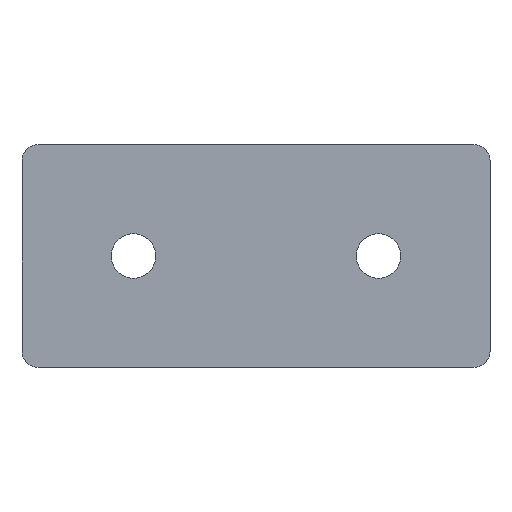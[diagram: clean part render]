
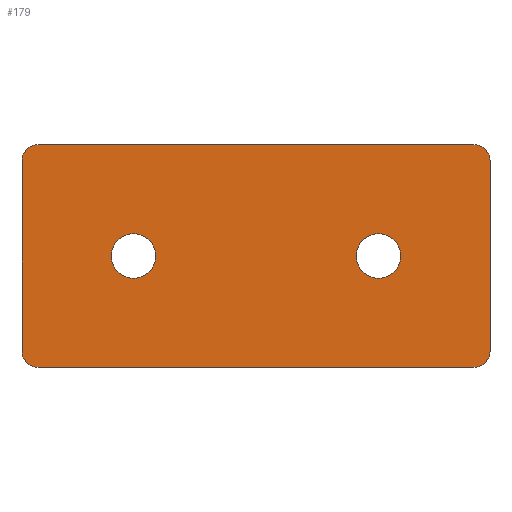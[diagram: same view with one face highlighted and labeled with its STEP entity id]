
A CAD part, top view. The second image highlights one B-rep face of the part: STEP entity #179.
In plain terms, the highlighted planar face has unit normal (0, 0, 1).
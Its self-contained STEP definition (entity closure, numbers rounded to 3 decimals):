
#5 = DIRECTION ( 'NONE',  ( 1., 0., 0. ) ) ;
#13 = ORIENTED_EDGE ( 'NONE', *, *, #100, .T. ) ;
#16 = EDGE_CURVE ( 'NONE', #467, #392, #365, .T. ) ;
#20 = CIRCLE ( 'NONE', #453, 4.1 ) ;
#21 = CARTESIAN_POINT ( 'NONE',  ( 62.5, 20.5, 3. ) ) ;
#22 = EDGE_LOOP ( 'NONE', ( #322, #329 ) ) ;
#23 = DIRECTION ( 'NONE',  ( 0., 1., 0. ) ) ;
#25 = CARTESIAN_POINT ( 'NONE',  ( 45., 0., 3. ) ) ;
#32 = CIRCLE ( 'NONE', #308, 4.1 ) ;
#43 = DIRECTION ( 'NONE',  ( 0., 0., 1. ) ) ;
#45 = DIRECTION ( 'NONE',  ( -1., 0., 0. ) ) ;
#52 = ORIENTED_EDGE ( 'NONE', *, *, #413, .T. ) ;
#53 = EDGE_CURVE ( 'NONE', #228, #296, #405, .T. ) ;
#55 = DIRECTION ( 'NONE',  ( 0., 0., 1. ) ) ;
#65 = AXIS2_PLACEMENT_3D ( 'NONE', #393, #55, #390 ) ;
#69 = CARTESIAN_POINT ( 'NONE',  ( 0., 0., 3. ) ) ;
#70 = EDGE_CURVE ( 'NONE', #296, #228, #20, .T. ) ;
#73 = VERTEX_POINT ( 'NONE', #475 ) ;
#79 = CARTESIAN_POINT ( 'NONE',  ( 65.5, 17.5, 3. ) ) ;
#84 = CARTESIAN_POINT ( 'NONE',  ( 0., 0., 3. ) ) ;
#86 = DIRECTION ( 'NONE',  ( 0., -1., 0. ) ) ;
#92 = ORIENTED_EDGE ( 'NONE', *, *, #324, .T. ) ;
#95 = AXIS2_PLACEMENT_3D ( 'NONE', #135, #176, #208 ) ;
#99 = CARTESIAN_POINT ( 'NONE',  ( 65.5, 20.5, 3. ) ) ;
#100 = EDGE_CURVE ( 'NONE', #352, #370, #131, .T. ) ;
#103 = VECTOR ( 'NONE', #5, 1000. ) ;
#110 = VECTOR ( 'NONE', #23, 1000. ) ;
#112 = CARTESIAN_POINT ( 'NONE',  ( 40.9, 0., 3. ) ) ;
#116 = DIRECTION ( 'NONE',  ( -1., 0., 0. ) ) ;
#117 = VERTEX_POINT ( 'NONE', #357 ) ;
#118 = EDGE_CURVE ( 'NONE', #389, #486, #241, .T. ) ;
#122 = DIRECTION ( 'NONE',  ( 0., 0., 1. ) ) ;
#124 = CARTESIAN_POINT ( 'NONE',  ( 0., 0., 3. ) ) ;
#130 = DIRECTION ( 'NONE',  ( 1., 0., 0. ) ) ;
#131 = LINE ( 'NONE', #99, #151 ) ;
#135 = CARTESIAN_POINT ( 'NONE',  ( 62.5, -17.5, 3. ) ) ;
#136 = CARTESIAN_POINT ( 'NONE',  ( 65.5, -17.5, 3. ) ) ;
#151 = VECTOR ( 'NONE', #249, 1000. ) ;
#155 = CARTESIAN_POINT ( 'NONE',  ( -20.5, 20.5, 3. ) ) ;
#162 = ORIENTED_EDGE ( 'NONE', *, *, #381, .T. ) ;
#164 = CIRCLE ( 'NONE', #398, 3. ) ;
#167 = DIRECTION ( 'NONE',  ( 0., 0., 1. ) ) ;
#168 = ORIENTED_EDGE ( 'NONE', *, *, #367, .T. ) ;
#170 = VECTOR ( 'NONE', #86, 1000. ) ;
#176 = DIRECTION ( 'NONE',  ( 0., 0., 1. ) ) ;
#179 = ADVANCED_FACE ( 'NONE', ( #406, #362, #250 ), #408, .F. ) ;
#193 = ORIENTED_EDGE ( 'NONE', *, *, #70, .F. ) ;
#197 = VERTEX_POINT ( 'NONE', #79 ) ;
#205 = EDGE_CURVE ( 'NONE', #281, #73, #420, .T. ) ;
#208 = DIRECTION ( 'NONE',  ( -1., 0., 0. ) ) ;
#228 = VERTEX_POINT ( 'NONE', #112 ) ;
#235 = CIRCLE ( 'NONE', #65, 3. ) ;
#239 = ORIENTED_EDGE ( 'NONE', *, *, #118, .T. ) ;
#240 = CARTESIAN_POINT ( 'NONE',  ( 4.1, 0., 3. ) ) ;
#241 = CIRCLE ( 'NONE', #95, 3. ) ;
#243 = EDGE_CURVE ( 'NONE', #197, #352, #164, .T. ) ;
#244 = CARTESIAN_POINT ( 'NONE',  ( -17.5, 20.5, 3. ) ) ;
#248 = AXIS2_PLACEMENT_3D ( 'NONE', #462, #122, #130 ) ;
#249 = DIRECTION ( 'NONE',  ( -1., 0., 0. ) ) ;
#250 = FACE_OUTER_BOUND ( 'NONE', #278, .T. ) ;
#255 = ORIENTED_EDGE ( 'NONE', *, *, #53, .F. ) ;
#262 = CARTESIAN_POINT ( 'NONE',  ( -4.1, 0., 3. ) ) ;
#278 = EDGE_LOOP ( 'NONE', ( #92, #239, #168, #419, #13, #52, #162, #345 ) ) ;
#279 = CARTESIAN_POINT ( 'NONE',  ( 62.5, -20.5, 3. ) ) ;
#281 = VERTEX_POINT ( 'NONE', #451 ) ;
#296 = VERTEX_POINT ( 'NONE', #487 ) ;
#299 = CARTESIAN_POINT ( 'NONE',  ( 62.5, 17.5, 3. ) ) ;
#303 = DIRECTION ( 'NONE',  ( 0., 0., 1. ) ) ;
#305 = AXIS2_PLACEMENT_3D ( 'NONE', #382, #424, #45 ) ;
#308 = AXIS2_PLACEMENT_3D ( 'NONE', #124, #438, #485 ) ;
#309 = DIRECTION ( 'NONE',  ( 1., 0., 0. ) ) ;
#310 = EDGE_LOOP ( 'NONE', ( #255, #193 ) ) ;
#320 = DIRECTION ( 'NONE',  ( 1., 0., 0. ) ) ;
#322 = ORIENTED_EDGE ( 'NONE', *, *, #16, .F. ) ;
#324 = EDGE_CURVE ( 'NONE', #73, #389, #341, .T. ) ;
#329 = ORIENTED_EDGE ( 'NONE', *, *, #454, .F. ) ;
#330 = CARTESIAN_POINT ( 'NONE',  ( -20.5, -20.5, 3. ) ) ;
#341 = LINE ( 'NONE', #330, #103 ) ;
#345 = ORIENTED_EDGE ( 'NONE', *, *, #205, .T. ) ;
#352 = VERTEX_POINT ( 'NONE', #21 ) ;
#354 = LINE ( 'NONE', #474, #110 ) ;
#357 = CARTESIAN_POINT ( 'NONE',  ( -20.5, 17.5, 3. ) ) ;
#359 = AXIS2_PLACEMENT_3D ( 'NONE', #69, #364, #482 ) ;
#362 = FACE_BOUND ( 'NONE', #22, .T. ) ;
#364 = DIRECTION ( 'NONE',  ( 0., 0., -1. ) ) ;
#365 = CIRCLE ( 'NONE', #488, 4.1 ) ;
#367 = EDGE_CURVE ( 'NONE', #486, #197, #354, .T. ) ;
#370 = VERTEX_POINT ( 'NONE', #244 ) ;
#381 = EDGE_CURVE ( 'NONE', #117, #281, #433, .T. ) ;
#382 = CARTESIAN_POINT ( 'NONE',  ( -17.5, -17.5, 3. ) ) ;
#389 = VERTEX_POINT ( 'NONE', #279 ) ;
#390 = DIRECTION ( 'NONE',  ( -1., 0., 0. ) ) ;
#392 = VERTEX_POINT ( 'NONE', #240 ) ;
#393 = CARTESIAN_POINT ( 'NONE',  ( -17.5, 17.5, 3. ) ) ;
#398 = AXIS2_PLACEMENT_3D ( 'NONE', #299, #303, #116 ) ;
#405 = CIRCLE ( 'NONE', #248, 4.1 ) ;
#406 = FACE_BOUND ( 'NONE', #310, .T. ) ;
#408 = PLANE ( 'NONE',  #359 ) ;
#413 = EDGE_CURVE ( 'NONE', #370, #117, #235, .T. ) ;
#419 = ORIENTED_EDGE ( 'NONE', *, *, #243, .T. ) ;
#420 = CIRCLE ( 'NONE', #305, 3. ) ;
#424 = DIRECTION ( 'NONE',  ( 0., 0., 1. ) ) ;
#433 = LINE ( 'NONE', #155, #170 ) ;
#438 = DIRECTION ( 'NONE',  ( 0., 0., 1. ) ) ;
#451 = CARTESIAN_POINT ( 'NONE',  ( -20.5, -17.5, 3. ) ) ;
#453 = AXIS2_PLACEMENT_3D ( 'NONE', #25, #167, #320 ) ;
#454 = EDGE_CURVE ( 'NONE', #392, #467, #32, .T. ) ;
#462 = CARTESIAN_POINT ( 'NONE',  ( 45., 0., 3. ) ) ;
#467 = VERTEX_POINT ( 'NONE', #262 ) ;
#474 = CARTESIAN_POINT ( 'NONE',  ( 65.5, -20.5, 3. ) ) ;
#475 = CARTESIAN_POINT ( 'NONE',  ( -17.5, -20.5, 3. ) ) ;
#482 = DIRECTION ( 'NONE',  ( -1., 0., 0. ) ) ;
#485 = DIRECTION ( 'NONE',  ( 1., 0., 0. ) ) ;
#486 = VERTEX_POINT ( 'NONE', #136 ) ;
#487 = CARTESIAN_POINT ( 'NONE',  ( 49.1, 0., 3. ) ) ;
#488 = AXIS2_PLACEMENT_3D ( 'NONE', #84, #43, #309 ) ;
